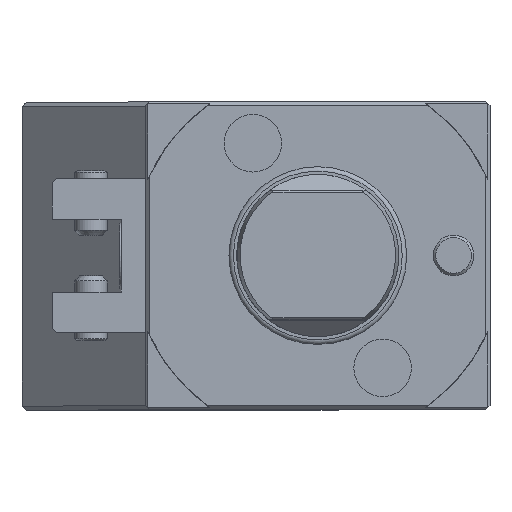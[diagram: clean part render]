
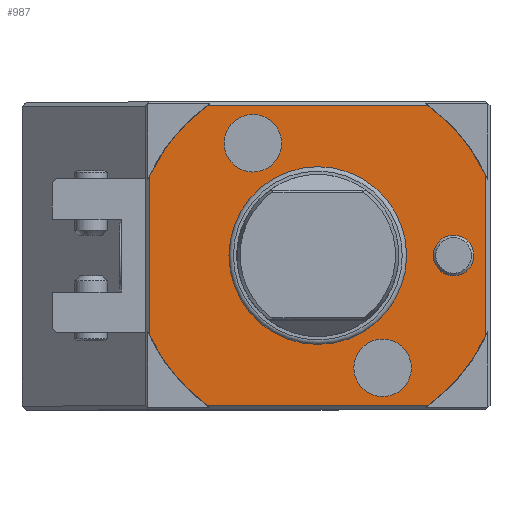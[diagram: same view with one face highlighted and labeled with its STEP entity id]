
A CAD part, top view. The second image highlights one B-rep face of the part: STEP entity #987.
In plain terms, the highlighted planar face has unit normal (0, 0, 1).
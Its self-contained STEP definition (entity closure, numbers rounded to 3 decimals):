
#238=LINE('',#5836,#508);
#239=LINE('',#5844,#509);
#241=LINE('',#5853,#511);
#246=LINE('',#5868,#516);
#508=VECTOR('',#4422,1.);
#509=VECTOR('',#4433,1.);
#511=VECTOR('',#4445,1.);
#516=VECTOR('',#4462,1.);
#755=FACE_BOUND('',#1536,.T.);
#756=FACE_BOUND('',#1537,.T.);
#757=FACE_BOUND('',#1538,.T.);
#758=FACE_BOUND('',#1539,.T.);
#759=FACE_BOUND('',#1540,.T.);
#987=ADVANCED_FACE('',(#755,#756,#757,#758,#759),#1215,.T.);
#1215=PLANE('',#3902);
#1536=EDGE_LOOP('',(#2002));
#1537=EDGE_LOOP('',(#2003));
#1538=EDGE_LOOP('',(#2004));
#1539=EDGE_LOOP('',(#2005,#2006,#2007,#2008,#2009,#2010,#2011,#2012));
#1540=EDGE_LOOP('',(#2013));
#2002=ORIENTED_EDGE('',*,*,#3300,.F.);
#2003=ORIENTED_EDGE('',*,*,#3301,.F.);
#2004=ORIENTED_EDGE('',*,*,#3302,.T.);
#2005=ORIENTED_EDGE('',*,*,#3299,.F.);
#2006=ORIENTED_EDGE('',*,*,#3290,.T.);
#2007=ORIENTED_EDGE('',*,*,#3284,.F.);
#2008=ORIENTED_EDGE('',*,*,#3282,.T.);
#2009=ORIENTED_EDGE('',*,*,#3280,.F.);
#2010=ORIENTED_EDGE('',*,*,#3277,.T.);
#2011=ORIENTED_EDGE('',*,*,#3276,.F.);
#2012=ORIENTED_EDGE('',*,*,#3273,.T.);
#2013=ORIENTED_EDGE('',*,*,#3303,.F.);
#2896=VERTEX_POINT('',#5835);
#2897=VERTEX_POINT('',#5837);
#2898=VERTEX_POINT('',#5841);
#2899=VERTEX_POINT('',#5845);
#2900=VERTEX_POINT('',#5849);
#2901=VERTEX_POINT('',#5854);
#2902=VERTEX_POINT('',#5858);
#2905=VERTEX_POINT('',#5869);
#2911=VERTEX_POINT('',#5890);
#2912=VERTEX_POINT('',#5892);
#2913=VERTEX_POINT('',#5894);
#2914=VERTEX_POINT('',#5896);
#3273=EDGE_CURVE('',#2897,#2896,#238,.T.);
#3276=EDGE_CURVE('',#2897,#2898,#3702,.T.);
#3277=EDGE_CURVE('',#2899,#2898,#239,.T.);
#3280=EDGE_CURVE('',#2899,#2900,#3703,.T.);
#3282=EDGE_CURVE('',#2901,#2900,#241,.T.);
#3284=EDGE_CURVE('',#2901,#2902,#3704,.T.);
#3290=EDGE_CURVE('',#2905,#2902,#246,.T.);
#3299=EDGE_CURVE('',#2905,#2896,#3708,.T.);
#3300=EDGE_CURVE('',#2911,#2911,#3709,.T.);
#3301=EDGE_CURVE('',#2912,#2912,#3710,.T.);
#3302=EDGE_CURVE('',#2913,#2913,#3711,.T.);
#3303=EDGE_CURVE('',#2914,#2914,#3712,.T.);
#3702=CIRCLE('',#3875,46.);
#3703=CIRCLE('',#3880,46.);
#3704=CIRCLE('',#3884,46.);
#3708=CIRCLE('',#3896,46.);
#3709=CIRCLE('',#3898,7.1);
#3710=CIRCLE('',#3899,7.1);
#3711=CIRCLE('',#3900,21.676);
#3712=CIRCLE('',#3901,4.995);
#3875=AXIS2_PLACEMENT_3D('',#5842,#4429,#4430);
#3880=AXIS2_PLACEMENT_3D('',#5850,#4440,#4441);
#3884=AXIS2_PLACEMENT_3D('',#5857,#4450,#4451);
#3896=AXIS2_PLACEMENT_3D('',#5887,#4483,#4484);
#3898=AXIS2_PLACEMENT_3D('',#5889,#4487,#4488);
#3899=AXIS2_PLACEMENT_3D('',#5891,#4489,#4490);
#3900=AXIS2_PLACEMENT_3D('',#5893,#4491,#4492);
#3901=AXIS2_PLACEMENT_3D('',#5895,#4493,#4494);
#3902=AXIS2_PLACEMENT_3D('',#5897,#4495,#4496);
#4422=DIRECTION('',(-1.,0.,0.));
#4429=DIRECTION('',(0.,0.,-1.));
#4430=DIRECTION('',(0.,-1.,0.));
#4433=DIRECTION('',(0.,1.,0.));
#4440=DIRECTION('',(0.,0.,-1.));
#4441=DIRECTION('',(0.,-1.,0.));
#4445=DIRECTION('',(1.,0.,0.));
#4450=DIRECTION('',(0.,0.,-1.));
#4451=DIRECTION('',(0.,-1.,0.));
#4462=DIRECTION('',(0.,-1.,0.));
#4483=DIRECTION('',(0.,0.,-1.));
#4484=DIRECTION('',(0.,-1.,0.));
#4487=DIRECTION('',(0.,0.,1.));
#4488=DIRECTION('',(0.,1.,0.));
#4489=DIRECTION('',(0.,0.,1.));
#4490=DIRECTION('',(0.,1.,0.));
#4491=DIRECTION('',(0.,0.,-1.));
#4492=DIRECTION('',(0.,-1.,0.));
#4493=DIRECTION('',(0.,0.,1.));
#4494=DIRECTION('',(0.,-1.,0.));
#4495=DIRECTION('',(0.,0.,1.));
#4496=DIRECTION('',(1.,0.,0.));
#5835=CARTESIAN_POINT('',(-27.331,37.,0.));
#5836=CARTESIAN_POINT('',(-42.5,37.,0.));
#5837=CARTESIAN_POINT('',(27.331,37.,0.));
#5841=CARTESIAN_POINT('',(41.5,19.843,0.));
#5842=CARTESIAN_POINT('',(0.,0.,0.));
#5844=CARTESIAN_POINT('',(41.5,38.,0.));
#5845=CARTESIAN_POINT('',(41.5,-19.843,0.));
#5849=CARTESIAN_POINT('',(27.331,-37.,0.));
#5850=CARTESIAN_POINT('',(0.,0.,0.));
#5853=CARTESIAN_POINT('',(42.5,-37.,0.));
#5854=CARTESIAN_POINT('',(-27.331,-37.,0.));
#5857=CARTESIAN_POINT('',(0.,0.,0.));
#5858=CARTESIAN_POINT('',(-41.5,-19.843,0.));
#5868=CARTESIAN_POINT('',(-41.5,38.,0.));
#5869=CARTESIAN_POINT('',(-41.5,19.843,0.));
#5887=CARTESIAN_POINT('',(0.,0.,0.));
#5889=CARTESIAN_POINT('',(-16.,27.713,0.));
#5890=CARTESIAN_POINT('',(-16.,34.813,0.));
#5891=CARTESIAN_POINT('',(16.,-27.713,0.));
#5892=CARTESIAN_POINT('',(16.,-20.613,0.));
#5893=CARTESIAN_POINT('',(0.,0.,0.));
#5894=CARTESIAN_POINT('',(0.,-21.676,0.));
#5895=CARTESIAN_POINT('',(33.5,0.,0.));
#5896=CARTESIAN_POINT('',(33.5,-4.995,0.));
#5897=CARTESIAN_POINT('',(42.5,38.,0.));
